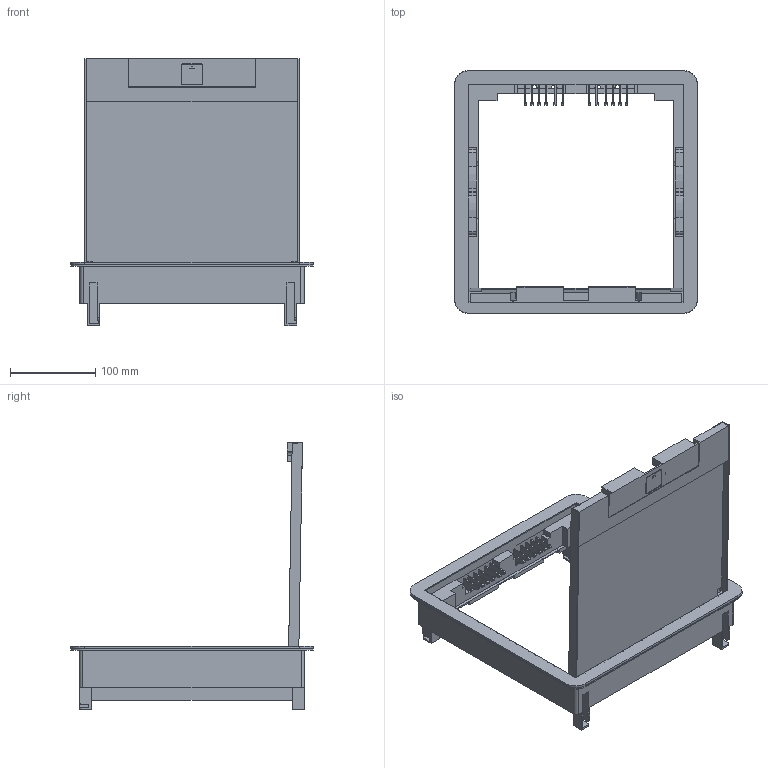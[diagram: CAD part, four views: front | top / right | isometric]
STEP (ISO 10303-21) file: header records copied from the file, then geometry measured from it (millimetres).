
FILE_DESCRIPTION(('CATIA V5 STEP Exchange','CAx-IF Rec.Pracs.--- Model Styling and Organization---1.5--- 2016-08-15','CAx-IF Rec.Pracs.---Supplemental Geometry---1.0---2011-11-01','CAx-IF Rec.Pracs.--- Composite Materials ---3.4---2017-06-13','CAx-IF Rec.Pracs.---Tessellated 3D Geometry---1.0---2015-12-17'),'2;1');
FILE_NAME('LG-080726-S_open.stp','2025-05-02T09:12:55+00:00',('none'),('none'),'CATIA Version 5-6 Release 2020','CATIA V5 STEP AP242 v1','none');
FILE_SCHEMA(('AP242_MANAGED_MODEL_BASED_3D_ENGINEERING_MIM_LF {1 0 10303 442 1 1 4}'));
Length unit declared in the file: millimetre
Products named in the file (5): A029389_A; AO11382_A-S; A027502.1; D012785_A-MOD.2; D012780_A-MOD-03-S
Assembly tree (4 placements, depth 3):
  A029389_A
    AO11382_A-S
    A027502.1
      D012785_A-MOD.2
    D012780_A-MOD-03-S
Bounding box: 285 x 285 x 313.49 mm (x, y, z)
Volume: 697689.3 mm3; surface area: 484724.1 mm2
Topology: 3 solids, 3 shells, 645 faces, 1949 edges, 1283 vertices
Faces by surface type: plane 488, cylinder 133, extrusion 24
Entity records: 20616 total; most frequent: CARTESIAN_POINT 4072, ORIENTED_EDGE 3898, DIRECTION 2647, EDGE_CURVE 1949, VECTOR 1609, LINE 1585, VERTEX_POINT 1283, EDGE_LOOP 702
